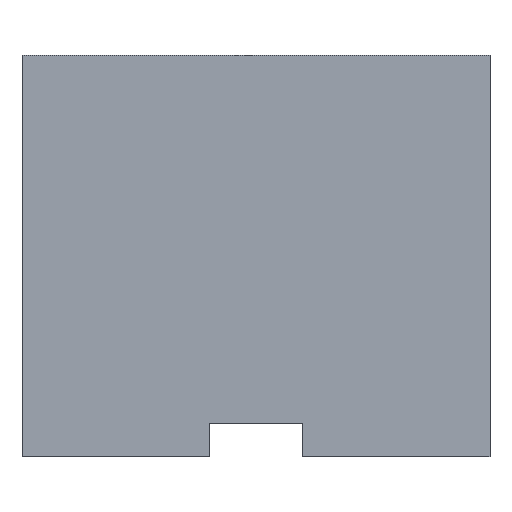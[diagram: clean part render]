
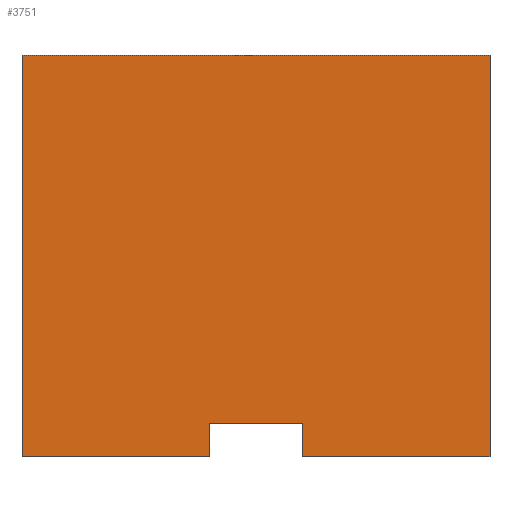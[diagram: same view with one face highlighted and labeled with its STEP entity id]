
A CAD part, left-side view. The second image highlights one B-rep face of the part: STEP entity #3751.
In plain terms, the highlighted planar face has unit normal (-1, 0, 0).
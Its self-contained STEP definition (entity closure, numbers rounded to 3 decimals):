
#1943=EDGE_CURVE('',#2213,#3265,#4901,.T.);
#2207=EDGE_CURVE('',#3691,#2249,#5191,.T.);
#2213=VERTEX_POINT('',#5198);
#2249=VERTEX_POINT('',#5238);
#2505=EDGE_CURVE('',#4069,#4071,#5523,.T.);
#2643=EDGE_CURVE('',#4071,#2851,#5681,.T.);
#2645=VERTEX_POINT('',#5683);
#2851=VERTEX_POINT('',#5913);
#3265=VERTEX_POINT('',#6376);
#3271=EDGE_CURVE('',#2645,#2213,#6383,.T.);
#3583=EDGE_CURVE('',#3265,#4069,#6722,.T.);
#3691=VERTEX_POINT('',#6840);
#3751=ADVANCED_FACE('',(#6914),#6915,.T.);
#4069=VERTEX_POINT('',#7278);
#4071=VERTEX_POINT('',#7280);
#4159=EDGE_CURVE('',#2249,#2645,#7376,.T.);
#4171=EDGE_CURVE('',#3691,#2851,#7390,.T.);
#4901=LINE('',#8289,#8290);
#5191=LINE('',#8679,#8680);
#5198=CARTESIAN_POINT('',(-27.,7.0,5.));
#5238=CARTESIAN_POINT('',(-27.0,35.0,0.));
#5523=LINE('',#9106,#9107);
#5681=LINE('',#9313,#9314);
#5683=CARTESIAN_POINT('',(-27.,7.0,0.));
#5913=CARTESIAN_POINT('',(-27.0,-35.0,60.0));
#6376=CARTESIAN_POINT('',(-27.,-7.0,5.));
#6383=LINE('',#10213,#10214);
#6722=LINE('',#10663,#10664);
#6840=CARTESIAN_POINT('',(-27.0,35.0,60.0));
#6914=FACE_OUTER_BOUND('',#10911,.T.);
#6915=PLANE('',#10912);
#7278=CARTESIAN_POINT('',(-27.,-7.0,0.));
#7280=CARTESIAN_POINT('',(-27.0,-35.0,0.));
#7376=LINE('',#11492,#11493);
#7390=LINE('',#11512,#11513);
#8289=CARTESIAN_POINT('',(-27.0,14.0,5.));
#8290=VECTOR('',#12477,1.0);
#8679=CARTESIAN_POINT('',(-27.0,35.0,60.0));
#8680=VECTOR('',#12863,1.0);
#9106=CARTESIAN_POINT('',(-27.0,35.0,0.));
#9107=VECTOR('',#13318,1.0);
#9313=CARTESIAN_POINT('',(-27.0,-35.0,60.0));
#9314=VECTOR('',#13581,1.0);
#10213=CARTESIAN_POINT('',(-27.0,7.0,2.5));
#10214=VECTOR('',#14541,1.0);
#10663=CARTESIAN_POINT('',(-27.0,-7.0,0.));
#10664=VECTOR('',#14931,1.0);
#10911=EDGE_LOOP('',(#15221,#15222,#15223,#15224,#15225,#15226,#15227,#15228));
#10912=AXIS2_PLACEMENT_3D('',#15229,#15230,#15231);
#11492=CARTESIAN_POINT('',(-27.0,35.0,0.));
#11493=VECTOR('',#15881,1.0);
#11512=CARTESIAN_POINT('',(-27.0,35.0,60.0));
#11513=VECTOR('',#15906,1.0);
#12477=DIRECTION('',(0.0,-1.0,0.0));
#12863=DIRECTION('',(0.0,0.0,-1.0));
#13318=DIRECTION('',(0.0,-1.0,0.0));
#13581=DIRECTION('',(0.0,0.0,1.0));
#14541=DIRECTION('',(0.0,0.0,1.0));
#14931=DIRECTION('',(0.0,0.0,-1.0));
#15221=ORIENTED_EDGE('',*,*,#3583,.T.);
#15222=ORIENTED_EDGE('',*,*,#2505,.T.);
#15223=ORIENTED_EDGE('',*,*,#2643,.T.);
#15224=ORIENTED_EDGE('',*,*,#4171,.F.);
#15225=ORIENTED_EDGE('',*,*,#2207,.T.);
#15226=ORIENTED_EDGE('',*,*,#4159,.T.);
#15227=ORIENTED_EDGE('',*,*,#3271,.T.);
#15228=ORIENTED_EDGE('',*,*,#1943,.T.);
#15229=CARTESIAN_POINT('',(-27.0,35.0,0.));
#15230=DIRECTION('',(-1.0,0.0,0.0));
#15231=DIRECTION('',(0.0,-1.0,0.0));
#15881=DIRECTION('',(0.0,-1.0,0.0));
#15906=DIRECTION('',(0.0,-1.0,0.0));
